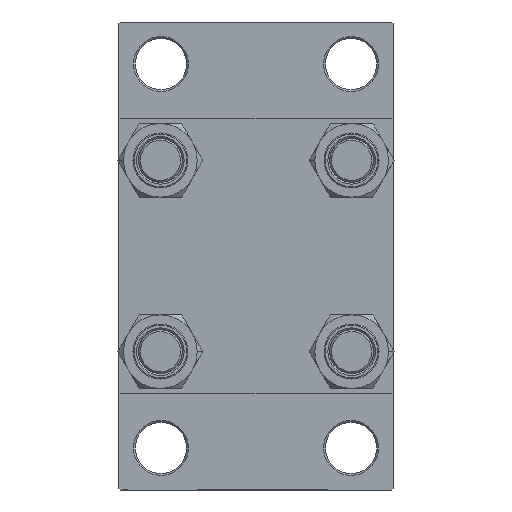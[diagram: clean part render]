
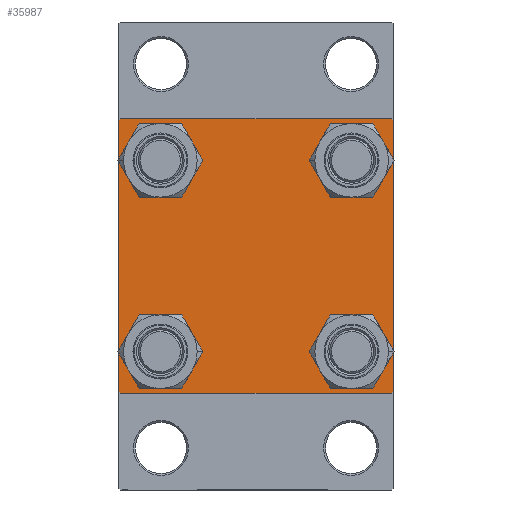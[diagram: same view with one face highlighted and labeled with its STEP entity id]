
A CAD part, left-side view. The second image highlights one B-rep face of the part: STEP entity #35987.
In plain terms, the highlighted planar face has unit normal (-1, 0, 0).
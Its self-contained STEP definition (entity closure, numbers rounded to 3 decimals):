
#35 = CARTESIAN_POINT ( 'NONE',  ( 0., 26.15, 26.15 ) ) ;
#306 = AXIS2_PLACEMENT_3D ( 'NONE', #45941, #13107, #6142 ) ;
#396 = VERTEX_POINT ( 'NONE', #16689 ) ;
#1731 = DIRECTION ( 'NONE',  ( 1., 0., 0. ) ) ;
#2204 = CARTESIAN_POINT ( 'NONE',  ( 0., -26.15, 26.15 ) ) ;
#2642 = DIRECTION ( 'NONE',  ( 0., 0., -1. ) ) ;
#2675 = CIRCLE ( 'NONE', #22579, 6.5 ) ;
#3411 = EDGE_CURVE ( 'NONE', #37564, #19455, #37212, .T. ) ;
#3603 = VECTOR ( 'NONE', #9565, 1000. ) ;
#4284 = DIRECTION ( 'NONE',  ( 0., 0., 1. ) ) ;
#4888 = VERTEX_POINT ( 'NONE', #11568 ) ;
#5320 = EDGE_LOOP ( 'NONE', ( #16398, #24163 ) ) ;
#5671 = FACE_BOUND ( 'NONE', #5320, .T. ) ;
#6142 = DIRECTION ( 'NONE',  ( 0., 0., 1. ) ) ;
#6407 = CIRCLE ( 'NONE', #46206, 6.5 ) ;
#6665 = ORIENTED_EDGE ( 'NONE', *, *, #34089, .T. ) ;
#6922 = EDGE_CURVE ( 'NONE', #30762, #4888, #16995, .T. ) ;
#7013 = VERTEX_POINT ( 'NONE', #10754 ) ;
#7790 = AXIS2_PLACEMENT_3D ( 'NONE', #15008, #8953, #44478 ) ;
#7864 = LINE ( 'NONE', #14816, #19424 ) ;
#8019 = ORIENTED_EDGE ( 'NONE', *, *, #28005, .T. ) ;
#8120 = DIRECTION ( 'NONE',  ( 1., 0., 0. ) ) ;
#8122 = VECTOR ( 'NONE', #11060, 1000. ) ;
#8953 = DIRECTION ( 'NONE',  ( 1., 0., 0. ) ) ;
#9201 = EDGE_CURVE ( 'NONE', #19455, #37564, #33543, .T. ) ;
#9327 = VECTOR ( 'NONE', #33094, 1000. ) ;
#9505 = FACE_BOUND ( 'NONE', #16112, .T. ) ;
#9529 = EDGE_CURVE ( 'NONE', #396, #27178, #40457, .T. ) ;
#9565 = DIRECTION ( 'NONE',  ( 0., 0., -1. ) ) ;
#10076 = DIRECTION ( 'NONE',  ( 1., 0., 0. ) ) ;
#10115 = CIRCLE ( 'NONE', #7790, 6.5 ) ;
#10708 = VERTEX_POINT ( 'NONE', #29866 ) ;
#10754 = CARTESIAN_POINT ( 'NONE',  ( 0., -26.15, 19.65 ) ) ;
#11060 = DIRECTION ( 'NONE',  ( 0., -1., 0. ) ) ;
#11318 = DIRECTION ( 'NONE',  ( 0., 0., 1. ) ) ;
#11414 = CARTESIAN_POINT ( 'NONE',  ( 0., -26.15, 32.65 ) ) ;
#11568 = CARTESIAN_POINT ( 'NONE',  ( 0., 37.5, -37. ) ) ;
#12408 = CARTESIAN_POINT ( 'NONE',  ( 0., 26.15, -26.15 ) ) ;
#12802 = VERTEX_POINT ( 'NONE', #11414 ) ;
#12890 = AXIS2_PLACEMENT_3D ( 'NONE', #40769, #22073, #36702 ) ;
#13107 = DIRECTION ( 'NONE',  ( -1., 0., 0. ) ) ;
#13121 = CIRCLE ( 'NONE', #15413, 6.5 ) ;
#13896 = EDGE_LOOP ( 'NONE', ( #16380, #47069, #37239, #8019, #14842, #37070, #32773, #38138 ) ) ;
#14032 = EDGE_LOOP ( 'NONE', ( #29208, #44557 ) ) ;
#14816 = CARTESIAN_POINT ( 'NONE',  ( 0., -37.25, 37.25 ) ) ;
#14842 = ORIENTED_EDGE ( 'NONE', *, *, #21153, .F. ) ;
#15008 = CARTESIAN_POINT ( 'NONE',  ( 0., -26.15, -26.15 ) ) ;
#15413 = AXIS2_PLACEMENT_3D ( 'NONE', #35710, #10076, #39077 ) ;
#15473 = LINE ( 'NONE', #18114, #24578 ) ;
#16112 = EDGE_LOOP ( 'NONE', ( #33885, #30999 ) ) ;
#16380 = ORIENTED_EDGE ( 'NONE', *, *, #6922, .T. ) ;
#16398 = ORIENTED_EDGE ( 'NONE', *, *, #30309, .T. ) ;
#16689 = CARTESIAN_POINT ( 'NONE',  ( 0., 26.15, -19.65 ) ) ;
#16702 = FACE_OUTER_BOUND ( 'NONE', #13896, .T. ) ;
#16995 = LINE ( 'NONE', #35673, #3603 ) ;
#17322 = CIRCLE ( 'NONE', #39526, 6.5 ) ;
#17409 = DIRECTION ( 'NONE',  ( 0., -0.707, 0.707 ) ) ;
#18114 = CARTESIAN_POINT ( 'NONE',  ( 0., 37.25, 37.25 ) ) ;
#19424 = VECTOR ( 'NONE', #40454, 1000. ) ;
#19455 = VERTEX_POINT ( 'NONE', #43828 ) ;
#20295 = FACE_BOUND ( 'NONE', #45988, .T. ) ;
#20530 = FACE_BOUND ( 'NONE', #14032, .T. ) ;
#20802 = VERTEX_POINT ( 'NONE', #28150 ) ;
#21114 = EDGE_CURVE ( 'NONE', #12802, #7013, #13121, .T. ) ;
#21153 = EDGE_CURVE ( 'NONE', #21692, #43137, #21334, .T. ) ;
#21334 = LINE ( 'NONE', #39317, #21523 ) ;
#21464 = CARTESIAN_POINT ( 'NONE',  ( 0., -37.25, -37.25 ) ) ;
#21523 = VECTOR ( 'NONE', #2642, 1000. ) ;
#21692 = VERTEX_POINT ( 'NONE', #38265 ) ;
#21858 = DIRECTION ( 'NONE',  ( 1., 0., 0. ) ) ;
#22073 = DIRECTION ( 'NONE',  ( 1., 0., 0. ) ) ;
#22304 = CARTESIAN_POINT ( 'NONE',  ( 0., 37.5, 37.5 ) ) ;
#22340 = EDGE_CURVE ( 'NONE', #21692, #20802, #7864, .T. ) ;
#22579 = AXIS2_PLACEMENT_3D ( 'NONE', #2204, #1731, #42449 ) ;
#22858 = CARTESIAN_POINT ( 'NONE',  ( 0., -26.15, -26.15 ) ) ;
#23043 = CARTESIAN_POINT ( 'NONE',  ( 0., -37.5, -37. ) ) ;
#24163 = ORIENTED_EDGE ( 'NONE', *, *, #40545, .T. ) ;
#24365 = CARTESIAN_POINT ( 'NONE',  ( 0., -37., -37.5 ) ) ;
#24371 = AXIS2_PLACEMENT_3D ( 'NONE', #36650, #8120, #4284 ) ;
#24578 = VECTOR ( 'NONE', #37275, 1000. ) ;
#24861 = VERTEX_POINT ( 'NONE', #24365 ) ;
#26163 = VERTEX_POINT ( 'NONE', #33390 ) ;
#26449 = DIRECTION ( 'NONE',  ( 1., 0., 0. ) ) ;
#27178 = VERTEX_POINT ( 'NONE', #33166 ) ;
#28005 = EDGE_CURVE ( 'NONE', #24861, #43137, #46653, .T. ) ;
#28150 = CARTESIAN_POINT ( 'NONE',  ( 0., -37., 37.5 ) ) ;
#28168 = EDGE_CURVE ( 'NONE', #46315, #30762, #15473, .T. ) ;
#29208 = ORIENTED_EDGE ( 'NONE', *, *, #3411, .T. ) ;
#29651 = EDGE_CURVE ( 'NONE', #46315, #20802, #40760, .T. ) ;
#29866 = CARTESIAN_POINT ( 'NONE',  ( 0., -26.15, -32.65 ) ) ;
#29993 = EDGE_CURVE ( 'NONE', #4888, #26163, #30872, .T. ) ;
#30056 = DIRECTION ( 'NONE',  ( 0., 0., 1. ) ) ;
#30309 = EDGE_CURVE ( 'NONE', #46041, #10708, #10115, .T. ) ;
#30762 = VERTEX_POINT ( 'NONE', #41173 ) ;
#30872 = LINE ( 'NONE', #34221, #32275 ) ;
#30999 = ORIENTED_EDGE ( 'NONE', *, *, #37301, .T. ) ;
#32275 = VECTOR ( 'NONE', #45497, 1000. ) ;
#32773 = ORIENTED_EDGE ( 'NONE', *, *, #29651, .F. ) ;
#33094 = DIRECTION ( 'NONE',  ( 0., -1., 0. ) ) ;
#33166 = CARTESIAN_POINT ( 'NONE',  ( 0., 26.15, -32.65 ) ) ;
#33390 = CARTESIAN_POINT ( 'NONE',  ( 0., 37., -37.5 ) ) ;
#33535 = CARTESIAN_POINT ( 'NONE',  ( 0., 37., 37.5 ) ) ;
#33543 = CIRCLE ( 'NONE', #12890, 6.5 ) ;
#33885 = ORIENTED_EDGE ( 'NONE', *, *, #21114, .T. ) ;
#34089 = EDGE_CURVE ( 'NONE', #27178, #396, #6407, .T. ) ;
#34221 = CARTESIAN_POINT ( 'NONE',  ( 0., 37.25, -37.25 ) ) ;
#35143 = PLANE ( 'NONE',  #306 ) ;
#35673 = CARTESIAN_POINT ( 'NONE',  ( 0., 37.5, 37.5 ) ) ;
#35710 = CARTESIAN_POINT ( 'NONE',  ( 0., -26.15, 26.15 ) ) ;
#35712 = CARTESIAN_POINT ( 'NONE',  ( 0., -26.15, -19.65 ) ) ;
#35987 = ADVANCED_FACE ( 'NONE', ( #9505, #5671, #20295, #20530, #16702 ), #35143, .T. ) ;
#36463 = LINE ( 'NONE', #43885, #8122 ) ;
#36650 = CARTESIAN_POINT ( 'NONE',  ( 0., 26.15, -26.15 ) ) ;
#36702 = DIRECTION ( 'NONE',  ( 0., 0., 1. ) ) ;
#37070 = ORIENTED_EDGE ( 'NONE', *, *, #22340, .T. ) ;
#37212 = CIRCLE ( 'NONE', #41152, 6.5 ) ;
#37239 = ORIENTED_EDGE ( 'NONE', *, *, #39573, .T. ) ;
#37275 = DIRECTION ( 'NONE',  ( 0., 0.707, -0.707 ) ) ;
#37301 = EDGE_CURVE ( 'NONE', #7013, #12802, #2675, .T. ) ;
#37564 = VERTEX_POINT ( 'NONE', #41707 ) ;
#38138 = ORIENTED_EDGE ( 'NONE', *, *, #28168, .T. ) ;
#38265 = CARTESIAN_POINT ( 'NONE',  ( 0., -37.5, 37. ) ) ;
#38321 = ORIENTED_EDGE ( 'NONE', *, *, #9529, .T. ) ;
#38985 = DIRECTION ( 'NONE',  ( 0., 0., 1. ) ) ;
#39077 = DIRECTION ( 'NONE',  ( 0., 0., 1. ) ) ;
#39317 = CARTESIAN_POINT ( 'NONE',  ( 0., -37.5, 37.5 ) ) ;
#39526 = AXIS2_PLACEMENT_3D ( 'NONE', #22858, #26449, #30056 ) ;
#39573 = EDGE_CURVE ( 'NONE', #26163, #24861, #36463, .T. ) ;
#39985 = VECTOR ( 'NONE', #17409, 1000. ) ;
#40454 = DIRECTION ( 'NONE',  ( 0., 0.707, 0.707 ) ) ;
#40457 = CIRCLE ( 'NONE', #24371, 6.5 ) ;
#40545 = EDGE_CURVE ( 'NONE', #10708, #46041, #17322, .T. ) ;
#40760 = LINE ( 'NONE', #22304, #9327 ) ;
#40769 = CARTESIAN_POINT ( 'NONE',  ( 0., 26.15, 26.15 ) ) ;
#41152 = AXIS2_PLACEMENT_3D ( 'NONE', #35, #21858, #11318 ) ;
#41173 = CARTESIAN_POINT ( 'NONE',  ( 0., 37.5, 37. ) ) ;
#41707 = CARTESIAN_POINT ( 'NONE',  ( 0., 26.15, 32.65 ) ) ;
#42449 = DIRECTION ( 'NONE',  ( 0., 0., 1. ) ) ;
#43137 = VERTEX_POINT ( 'NONE', #23043 ) ;
#43828 = CARTESIAN_POINT ( 'NONE',  ( 0., 26.15, 19.65 ) ) ;
#43885 = CARTESIAN_POINT ( 'NONE',  ( 0., 37.5, -37.5 ) ) ;
#44478 = DIRECTION ( 'NONE',  ( 0., 0., 1. ) ) ;
#44557 = ORIENTED_EDGE ( 'NONE', *, *, #9201, .T. ) ;
#45238 = DIRECTION ( 'NONE',  ( 1., 0., 0. ) ) ;
#45497 = DIRECTION ( 'NONE',  ( 0., -0.707, -0.707 ) ) ;
#45941 = CARTESIAN_POINT ( 'NONE',  ( 0., 0., 0. ) ) ;
#45988 = EDGE_LOOP ( 'NONE', ( #38321, #6665 ) ) ;
#46041 = VERTEX_POINT ( 'NONE', #35712 ) ;
#46206 = AXIS2_PLACEMENT_3D ( 'NONE', #12408, #45238, #38985 ) ;
#46315 = VERTEX_POINT ( 'NONE', #33535 ) ;
#46653 = LINE ( 'NONE', #21464, #39985 ) ;
#47069 = ORIENTED_EDGE ( 'NONE', *, *, #29993, .T. ) ;
